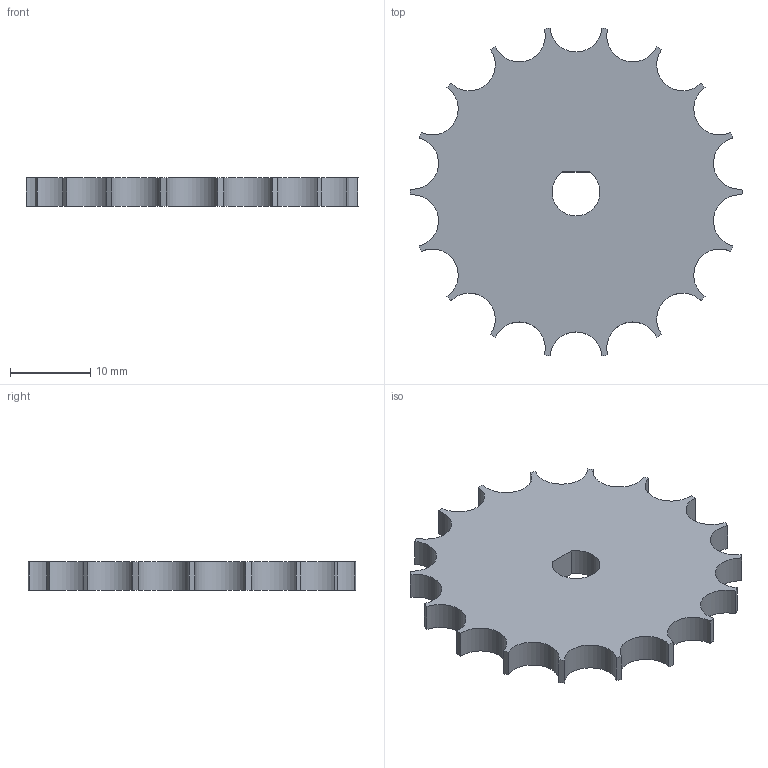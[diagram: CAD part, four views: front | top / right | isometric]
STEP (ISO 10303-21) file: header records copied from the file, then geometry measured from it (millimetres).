
FILE_DESCRIPTION(/* description */ (''),/* implementation_level */ '2;1');
FILE_NAME(/* name */ 'test v2.step',/* time_stamp */ '2020-11-20T10:54:41+01:00',/* author */ (''),/* organization */ (''),/* preprocessor_version */ 'ST-DEVELOPER v18.1',/* originating_system */ 'Autodesk Translation Framework v9.3.0.1241',/* authorisation */ '');
FILE_SCHEMA (('AUTOMOTIVE_DESIGN { 1 0 10303 214 3 1 1 }'));
Length unit declared in the file: millimetre
Products named in the file (2): test; Roue
Assembly tree (1 placements, depth 2):
  test
    Roue
Bounding box: 41.5 x 40.99 x 3.5 mm (x, y, z)
Volume: 3628.8 mm3; surface area: 2796.4 mm2
Topology: 1 solids, 1 shells, 40 faces, 114 edges, 76 vertices
Faces by surface type: cylinder 37, plane 3
Entity records: 1409 total; most frequent: DIRECTION 274, CARTESIAN_POINT 233, ORIENTED_EDGE 228, AXIS2_PLACEMENT_3D 117, EDGE_CURVE 114, VERTEX_POINT 76, CIRCLE 74, EDGE_LOOP 42
